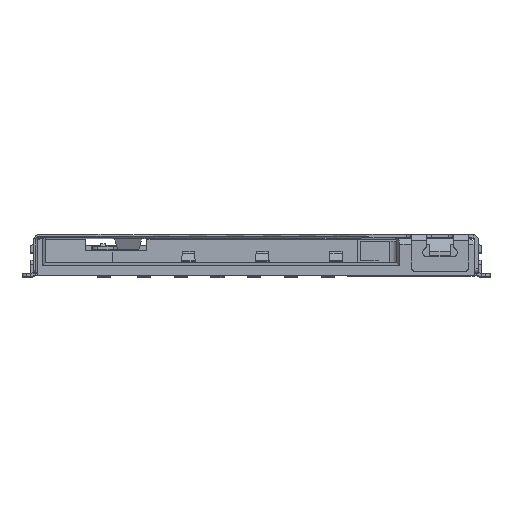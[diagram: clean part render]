
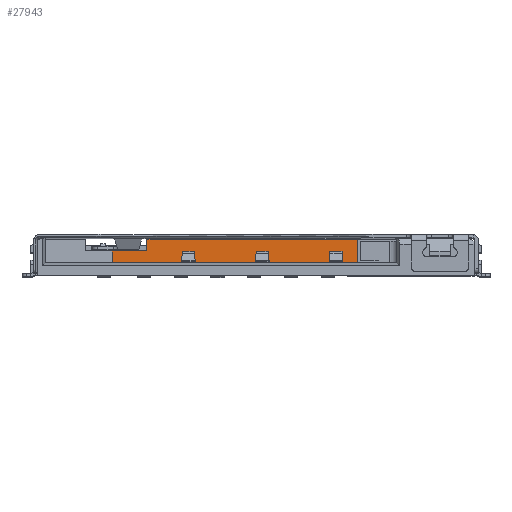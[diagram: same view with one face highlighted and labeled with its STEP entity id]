
A CAD part, top view. The second image highlights one B-rep face of the part: STEP entity #27943.
In plain terms, the highlighted free-form (B-spline) face has degree [1, 1] with [2, 2] control points.
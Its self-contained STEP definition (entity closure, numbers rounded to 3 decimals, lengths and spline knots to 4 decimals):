
#1861 = VECTOR ( 'NONE', #7254, 1000. ) ;
#2050 = LINE ( 'NONE', #37039, #15384 ) ;
#2165 = EDGE_CURVE ( 'NONE', #7209, #28893, #3537, .T. ) ;
#2320 = VECTOR ( 'NONE', #19933, 1000. ) ;
#2440 = CARTESIAN_POINT ( 'NONE',  ( -5.8169, 0.3478, -6.3 ) ) ;
#3145 = LINE ( 'NONE', #45023, #1861 ) ;
#3537 = LINE ( 'NONE', #31683, #16104 ) ;
#3760 = DIRECTION ( 'NONE',  ( 0., -1., 0. ) ) ;
#6699 = CARTESIAN_POINT ( 'NONE',  ( -5.9857, 0.3193, -6.3 ) ) ;
#7209 = VERTEX_POINT ( 'NONE', #15441 ) ;
#7254 = DIRECTION ( 'NONE',  ( -1., 0., 0. ) ) ;
#7624 = CARTESIAN_POINT ( 'NONE',  ( -5.8169, 0.7878, -6.3 ) ) ;
#7794 = EDGE_CURVE ( 'NONE', #28893, #12058, #23367, .T. ) ;
#11339 = DIRECTION ( 'NONE',  ( 0., 1., 0. ) ) ;
#12058 = VERTEX_POINT ( 'NONE', #7624 ) ;
#13300 = VERTEX_POINT ( 'NONE', #42330 ) ;
#13765 = DIRECTION ( 'NONE',  ( 0., 1., 0. ) ) ;
#15384 = VECTOR ( 'NONE', #15778, 1000. ) ;
#15441 = CARTESIAN_POINT ( 'NONE',  ( -4.6169, 1.1878, -6.3 ) ) ;
#15691 = CARTESIAN_POINT ( 'NONE',  ( -5.8169, 0.3478, -6.3 ) ) ;
#15778 = DIRECTION ( 'NONE',  ( -1., 0., 0. ) ) ;
#16104 = VECTOR ( 'NONE', #3760, 1000. ) ;
#16727 = ORIENTED_EDGE ( 'NONE', *, *, #2165, .T. ) ;
#18096 = ORIENTED_EDGE ( 'NONE', *, *, #19931, .F. ) ;
#19703 = CARTESIAN_POINT ( 'NONE',  ( -4.6169, 0.7878, -6.3 ) ) ;
#19931 = EDGE_CURVE ( 'NONE', #31509, #12058, #33789, .T. ) ;
#19933 = DIRECTION ( 'NONE',  ( -1., 0., 0. ) ) ;
#20274 = VECTOR ( 'NONE', #13765, 1000. ) ;
#20325 = VERTEX_POINT ( 'NONE', #44951 ) ;
#20418 = CARTESIAN_POINT ( 'NONE',  ( -5.9857, 1.2163, -6.3 ) ) ;
#20653 = CARTESIAN_POINT ( 'NONE',  ( 2.7919, 0.3193, -6.3 ) ) ;
#20863 = LINE ( 'NONE', #34824, #20274 ) ;
#20886 = FACE_OUTER_BOUND ( 'NONE', #35803, .T. ) ;
#21325 = EDGE_CURVE ( 'NONE', #13300, #20325, #20863, .T. ) ;
#21334 = ORIENTED_EDGE ( 'NONE', *, *, #7794, .T. ) ;
#22722 = ORIENTED_EDGE ( 'NONE', *, *, #25208, .F. ) ;
#23367 = LINE ( 'NONE', #19703, #2320 ) ;
#25208 = EDGE_CURVE ( 'NONE', #13300, #31509, #2050, .T. ) ;
#27943 = ADVANCED_FACE ( 'NONE', ( #20886 ), #40849, .T. ) ;
#28337 = CARTESIAN_POINT ( 'NONE',  ( -4.6169, 0.7878, -6.3 ) ) ;
#28401 = ORIENTED_EDGE ( 'NONE', *, *, #21325, .T. ) ;
#28893 = VERTEX_POINT ( 'NONE', #28337 ) ;
#31509 = VERTEX_POINT ( 'NONE', #15691 ) ;
#31683 = CARTESIAN_POINT ( 'NONE',  ( -4.6169, 1.1878, -6.3 ) ) ;
#33789 = LINE ( 'NONE', #2440, #42901 ) ;
#34613 = CARTESIAN_POINT ( 'NONE',  ( 2.7919, 1.2163, -6.3 ) ) ;
#34824 = CARTESIAN_POINT ( 'NONE',  ( 2.6231, 0.3478, -6.3 ) ) ;
#35033 = ORIENTED_EDGE ( 'NONE', *, *, #36544, .T. ) ;
#35803 = EDGE_LOOP ( 'NONE', ( #16727, #21334, #18096, #22722, #28401, #35033 ) ) ;
#36544 = EDGE_CURVE ( 'NONE', #20325, #7209, #3145, .T. ) ;
#37039 = CARTESIAN_POINT ( 'NONE',  ( 2.6231, 0.3478, -6.3 ) ) ;
#40849 = B_SPLINE_SURFACE_WITH_KNOTS ( 'NONE', 1, 1, ( 
 ( #6699, #20418 ),
 ( #20653, #34613 ) ),
 .UNSPECIFIED., .F., .F., .F.,
 ( 2, 2 ),
 ( 2, 2 ),
 ( -4.3888, 4.3888 ),
 ( -0.4485, 0.4485 ),
 .UNSPECIFIED. ) ;
#42330 = CARTESIAN_POINT ( 'NONE',  ( 2.6231, 0.3478, -6.3 ) ) ;
#42901 = VECTOR ( 'NONE', #11339, 1000. ) ;
#44951 = CARTESIAN_POINT ( 'NONE',  ( 2.6231, 1.1878, -6.3 ) ) ;
#45023 = CARTESIAN_POINT ( 'NONE',  ( 2.6231, 1.1878, -6.3 ) ) ;
